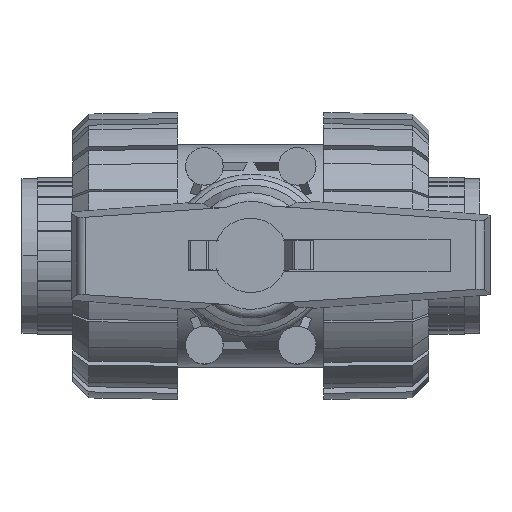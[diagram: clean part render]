
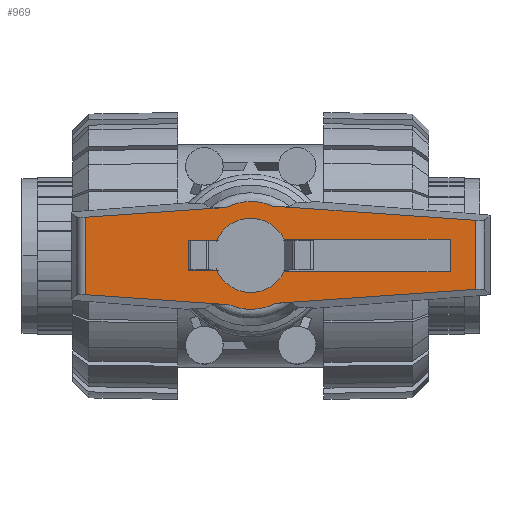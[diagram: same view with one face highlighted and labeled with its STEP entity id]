
A CAD part, top view. The second image highlights one B-rep face of the part: STEP entity #969.
In plain terms, the highlighted planar face has unit normal (0, 0, 1).
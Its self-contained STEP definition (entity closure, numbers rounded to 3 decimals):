
#969=ADVANCED_FACE('',(#2289,#2290,#2291),#2292,.T.);
#2289=FACE_OUTER_BOUND('',#4048,.T.);
#2290=FACE_BOUND('',#4049,.T.);
#2291=FACE_BOUND('',#4050,.T.);
#2292=PLANE('',#4051);
#4048=EDGE_LOOP('',(#6448,#6449,#6450,#6451,#6452,#6453,#6454,#6455));
#4049=EDGE_LOOP('',(#6456,#6457,#6458,#6459));
#4050=EDGE_LOOP('',(#6460,#6461,#6462,#6463));
#4051=AXIS2_PLACEMENT_3D('',#6464,#6465,#6466);
#6448=ORIENTED_EDGE('',*,*,#11196,.T.);
#6449=ORIENTED_EDGE('',*,*,#11409,.T.);
#6450=ORIENTED_EDGE('',*,*,#11323,.T.);
#6451=ORIENTED_EDGE('',*,*,#11341,.F.);
#6452=ORIENTED_EDGE('',*,*,#11231,.T.);
#6453=ORIENTED_EDGE('',*,*,#11370,.T.);
#6454=ORIENTED_EDGE('',*,*,#11310,.T.);
#6455=ORIENTED_EDGE('',*,*,#11339,.T.);
#6456=ORIENTED_EDGE('',*,*,#11286,.T.);
#6457=ORIENTED_EDGE('',*,*,#11270,.T.);
#6458=ORIENTED_EDGE('',*,*,#11263,.T.);
#6459=ORIENTED_EDGE('',*,*,#11278,.T.);
#6460=ORIENTED_EDGE('',*,*,#11238,.T.);
#6461=ORIENTED_EDGE('',*,*,#11253,.T.);
#6462=ORIENTED_EDGE('',*,*,#11261,.T.);
#6463=ORIENTED_EDGE('',*,*,#11245,.T.);
#6464=CARTESIAN_POINT('',(5.807,0.0,116.0));
#6465=DIRECTION('',(0.0,0.0,1.0));
#6466=DIRECTION('',(1.0,0.0,0.0));
#11196=EDGE_CURVE('',#13490,#13488,#13491,.T.);
#11231=EDGE_CURVE('',#13553,#13551,#13554,.T.);
#11238=EDGE_CURVE('',#13565,#13566,#13567,.T.);
#11245=EDGE_CURVE('',#13578,#13565,#13579,.T.);
#11253=EDGE_CURVE('',#13566,#13590,#13591,.T.);
#11261=EDGE_CURVE('',#13590,#13578,#13600,.T.);
#11263=EDGE_CURVE('',#13602,#13603,#13604,.T.);
#11270=EDGE_CURVE('',#13615,#13602,#13616,.T.);
#11278=EDGE_CURVE('',#13603,#13627,#13628,.T.);
#11286=EDGE_CURVE('',#13627,#13615,#13637,.T.);
#11310=EDGE_CURVE('',#13672,#13670,#13673,.T.);
#11323=EDGE_CURVE('',#13694,#13692,#13695,.T.);
#11339=EDGE_CURVE('',#13670,#13490,#13714,.T.);
#11341=EDGE_CURVE('',#13553,#13692,#13716,.T.);
#11370=EDGE_CURVE('',#13551,#13672,#13757,.T.);
#11409=EDGE_CURVE('',#13488,#13694,#13800,.T.);
#13488=VERTEX_POINT('',#16956);
#13490=VERTEX_POINT('',#16987);
#13491=LINE('',#16988,#16989);
#13551=VERTEX_POINT('',#17170);
#13553=VERTEX_POINT('',#17201);
#13554=LINE('',#17202,#17203);
#13565=VERTEX_POINT('',#17217);
#13566=VERTEX_POINT('',#17218);
#13567=LINE('',#17219,#17220);
#13578=VERTEX_POINT('',#17234);
#13579=LINE('',#17235,#17236);
#13590=VERTEX_POINT('',#17251);
#13591=LINE('',#17252,#17253);
#13600=LINE('',#17265,#17266);
#13602=VERTEX_POINT('',#17268);
#13603=VERTEX_POINT('',#17269);
#13604=LINE('',#17270,#17271);
#13615=VERTEX_POINT('',#17285);
#13616=LINE('',#17286,#17287);
#13627=VERTEX_POINT('',#17302);
#13628=LINE('',#17303,#17304);
#13637=LINE('',#17316,#17317);
#13670=VERTEX_POINT('',#17359);
#13672=VERTEX_POINT('',#17361);
#13673=LINE('',#17362,#17363);
#13692=VERTEX_POINT('',#17448);
#13694=VERTEX_POINT('',#17450);
#13695=LINE('',#17451,#17452);
#13714=LINE('',#17539,#17540);
#13716=LINE('',#17542,#17543);
#13757=CIRCLE('',#17657,11.613);
#13800=CIRCLE('',#17769,11.613);
#16956=CARTESIAN_POINT('',(-4.722,-10.61,116.0));
#16987=CARTESIAN_POINT('',(-35.537,-8.455,116.0));
#16988=CARTESIAN_POINT('',(-3.994,-10.661,116.0));
#16989=VECTOR('',#23950,1.0);
#17170=CARTESIAN_POINT('',(4.722,10.61,116.0));
#17201=CARTESIAN_POINT('',(48.412,7.555,116.0));
#17202=CARTESIAN_POINT('',(27.206,9.038,116.0));
#17203=VECTOR('',#23979,1.0);
#17217=CARTESIAN_POINT('',(-6.734,-3.15,116.0));
#17218=CARTESIAN_POINT('',(-13.417,-3.15,116.0));
#17219=CARTESIAN_POINT('',(-2.269,-3.15,116.0));
#17220=VECTOR('',#23989,1.0);
#17234=CARTESIAN_POINT('',(-6.734,3.15,116.0));
#17235=CARTESIAN_POINT('',(-6.734,-1.575,116.0));
#17236=VECTOR('',#23999,1.0);
#17251=CARTESIAN_POINT('',(-13.417,3.15,116.0));
#17252=CARTESIAN_POINT('',(-13.417,4.725,116.0));
#17253=VECTOR('',#24007,1.0);
#17265=CARTESIAN_POINT('',(-2.269,3.15,116.0));
#17266=VECTOR('',#24014,1.0);
#17268=CARTESIAN_POINT('',(6.734,3.15,116.0));
#17269=CARTESIAN_POINT('',(13.417,3.15,116.0));
#17270=CARTESIAN_POINT('',(8.075,3.15,116.0));
#17271=VECTOR('',#24015,1.0);
#17285=CARTESIAN_POINT('',(6.734,-3.15,116.0));
#17286=CARTESIAN_POINT('',(6.734,1.575,116.0));
#17287=VECTOR('',#24025,1.0);
#17302=CARTESIAN_POINT('',(13.417,-3.15,116.0));
#17303=CARTESIAN_POINT('',(13.417,7.875,116.0));
#17304=VECTOR('',#24033,1.0);
#17316=CARTESIAN_POINT('',(8.075,-3.15,116.0));
#17317=VECTOR('',#24040,1.0);
#17359=CARTESIAN_POINT('',(-35.537,8.207,116.0));
#17361=CARTESIAN_POINT('',(-5.327,10.319,116.0));
#17362=CARTESIAN_POINT('',(-3.1,10.475,116.0));
#17363=VECTOR('',#24077,1.0);
#17448=CARTESIAN_POINT('',(48.412,-7.307,116.0));
#17450=CARTESIAN_POINT('',(5.327,-10.319,116.0));
#17451=CARTESIAN_POINT('',(28.065,-8.729,116.0));
#17452=VECTOR('',#24090,1.0);
#17539=CARTESIAN_POINT('',(-35.537,12.6,116.0));
#17540=VECTOR('',#24096,1.0);
#17542=CARTESIAN_POINT('',(48.412,12.6,116.0));
#17543=VECTOR('',#24097,1.0);
#17657=AXIS2_PLACEMENT_3D('',#24133,#24134,#24135);
#17769=AXIS2_PLACEMENT_3D('',#24173,#24174,#24175);
#23950=DIRECTION('',(0.998,-0.07,0.0));
#23979=DIRECTION('',(-0.998,0.07,0.0));
#23989=DIRECTION('',(-1.0,0.0,0.0));
#23999=DIRECTION('',(0.0,-1.0,0.0));
#24007=DIRECTION('',(0.0,1.0,-0.0));
#24014=DIRECTION('',(1.0,0.0,0.0));
#24015=DIRECTION('',(1.0,0.0,-0.0));
#24025=DIRECTION('',(0.0,1.0,-0.0));
#24033=DIRECTION('',(0.0,-1.0,0.0));
#24040=DIRECTION('',(-1.0,0.0,0.0));
#24077=DIRECTION('',(-0.998,-0.07,0.0));
#24090=DIRECTION('',(0.998,0.07,-0.0));
#24096=DIRECTION('',(0.0,-1.0,0.0));
#24097=DIRECTION('',(0.0,-1.0,0.0));
#24133=CARTESIAN_POINT('',(0.0,0.0,116.0));
#24134=DIRECTION('',(0.0,0.0,1.0));
#24135=DIRECTION('',(1.0,0.0,0.0));
#24173=CARTESIAN_POINT('',(0.0,0.0,116.0));
#24174=DIRECTION('',(0.0,0.0,1.0));
#24175=DIRECTION('',(1.0,0.0,0.0));
